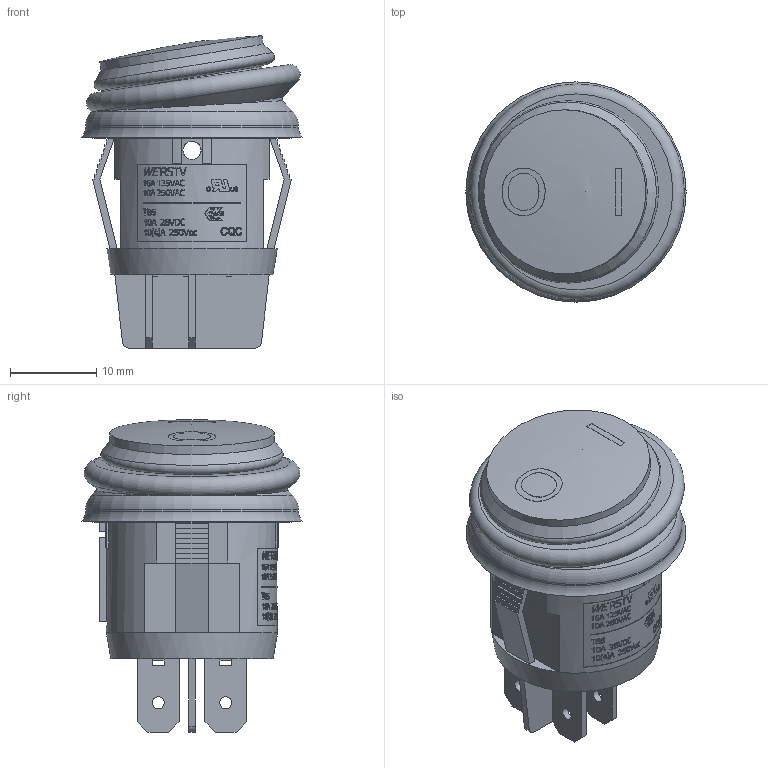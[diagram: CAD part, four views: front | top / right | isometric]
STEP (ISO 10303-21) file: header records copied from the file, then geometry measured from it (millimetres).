
FILE_DESCRIPTION(/* description */ ('Unknown'),/* implementation_level */ '2;1');
FILE_NAME(/* name */ '471028268143',/* time_stamp */ '2024-03-01T11:31:36+01:00',/* author */ ('Unknown'),/* organization */ ('Unknown'),/* preprocessor_version */ 'ST-DEVELOPER v16.7',/* originating_system */ 'Solid Edge',/* authorisation */ 'Unknown');
FILE_SCHEMA (('AUTOMOTIVE_DESIGN {1 0 10303 214 3 1 1}'));
Length unit declared in the file: millimetre
Products named in the file (6): 471028268143; Frame; Actuator; Actuator_unten; Actuator_mitte; Actuator_oben
Assembly tree (5 placements, depth 3):
  471028268143
    Frame
    Actuator
      Actuator_unten
      Actuator_mitte
      Actuator_oben
Bounding box: 25.5 x 25.5 x 36.17 mm (x, y, z)
Volume: 5216.6 mm3; surface area: 7293.9 mm2
Topology: 8 solids, 8 shells, 869 faces, 2307 edges, 1534 vertices
Faces by surface type: plane 463, bspline 274, cylinder 111, cone 13, torus 8
Full cylindrical faces by diameter (mm): 1.4 x4, 2.1 x2, 19 x1, 23 x2, 24.311 x1, 24.615 x1
Entity records: 36604 total; most frequent: CARTESIAN_POINT 16529, ORIENTED_EDGE 4516, DIRECTION 3236, EDGE_CURVE 2258, VERTEX_POINT 1521, LINE 1196, VECTOR 1196, FACE_BOUND 1023
